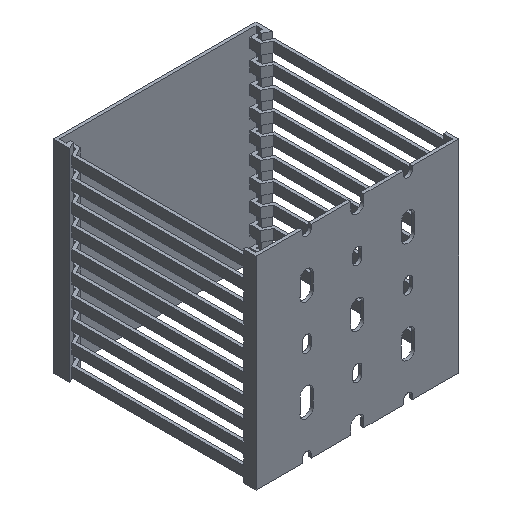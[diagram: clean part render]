
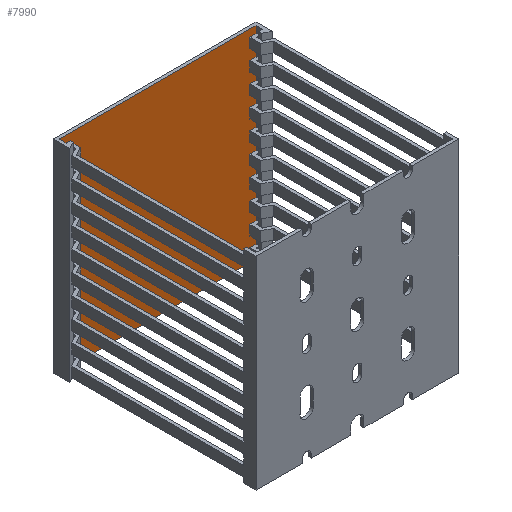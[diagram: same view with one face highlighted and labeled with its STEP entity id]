
A CAD part, isometric view. The second image highlights one B-rep face of the part: STEP entity #7990.
In plain terms, the highlighted planar face has unit normal (0, -1, 0).
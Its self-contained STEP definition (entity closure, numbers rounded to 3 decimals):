
#285 = DIRECTION ( 'NONE',  ( 1., 0., 0. ) ) ;
#662 = CARTESIAN_POINT ( 'NONE',  ( -48.5, 98.5, -100. ) ) ;
#899 = VERTEX_POINT ( 'NONE', #3245 ) ;
#1083 = DIRECTION ( 'NONE',  ( 0., 0., -1. ) ) ;
#1466 = ORIENTED_EDGE ( 'NONE', *, *, #3907, .F. ) ;
#1840 = DIRECTION ( 'NONE',  ( 1., 0., 0. ) ) ;
#2310 = ORIENTED_EDGE ( 'NONE', *, *, #4188, .T. ) ;
#3007 = VECTOR ( 'NONE', #1840, 1000. ) ;
#3087 = DIRECTION ( 'NONE',  ( 0., -1., 0. ) ) ;
#3133 = FACE_OUTER_BOUND ( 'NONE', #6500, .T. ) ;
#3177 = CARTESIAN_POINT ( 'NONE',  ( 48.5, 98.5, -100. ) ) ;
#3213 = ORIENTED_EDGE ( 'NONE', *, *, #5516, .F. ) ;
#3245 = CARTESIAN_POINT ( 'NONE',  ( 48.5, 98.5, 0. ) ) ;
#3266 = CARTESIAN_POINT ( 'NONE',  ( -48.5, 98.5, -100. ) ) ;
#3900 = CARTESIAN_POINT ( 'NONE',  ( -48.5, 98.5, 0. ) ) ;
#3907 = EDGE_CURVE ( 'NONE', #8464, #7353, #9279, .T. ) ;
#4188 = EDGE_CURVE ( 'NONE', #8464, #5185, #7029, .T. ) ;
#4448 = VECTOR ( 'NONE', #285, 1000. ) ;
#4611 = CARTESIAN_POINT ( 'NONE',  ( -48.5, 98.5, -100. ) ) ;
#4764 = CARTESIAN_POINT ( 'NONE',  ( 48.5, 98.5, -100. ) ) ;
#5143 = VECTOR ( 'NONE', #6467, 1000. ) ;
#5185 = VERTEX_POINT ( 'NONE', #4764 ) ;
#5457 = DIRECTION ( 'NONE',  ( 0., 0., 1. ) ) ;
#5516 = EDGE_CURVE ( 'NONE', #7353, #899, #8815, .T. ) ;
#5580 = CARTESIAN_POINT ( 'NONE',  ( -48.5, 98.5, 0. ) ) ;
#6467 = DIRECTION ( 'NONE',  ( 0., 0., 1. ) ) ;
#6500 = EDGE_LOOP ( 'NONE', ( #3213, #1466, #2310, #8068 ) ) ;
#6807 = PLANE ( 'NONE',  #7527 ) ;
#6899 = LINE ( 'NONE', #3177, #7383 ) ;
#7029 = LINE ( 'NONE', #3266, #3007 ) ;
#7353 = VERTEX_POINT ( 'NONE', #5580 ) ;
#7383 = VECTOR ( 'NONE', #5457, 1000. ) ;
#7527 = AXIS2_PLACEMENT_3D ( 'NONE', #4611, #3087, #1083 ) ;
#7990 = ADVANCED_FACE ( 'NONE', ( #3133 ), #6807, .T. ) ;
#8049 = EDGE_CURVE ( 'NONE', #5185, #899, #6899, .T. ) ;
#8068 = ORIENTED_EDGE ( 'NONE', *, *, #8049, .T. ) ;
#8464 = VERTEX_POINT ( 'NONE', #9074 ) ;
#8815 = LINE ( 'NONE', #3900, #4448 ) ;
#9074 = CARTESIAN_POINT ( 'NONE',  ( -48.5, 98.5, -100. ) ) ;
#9279 = LINE ( 'NONE', #662, #5143 ) ;
